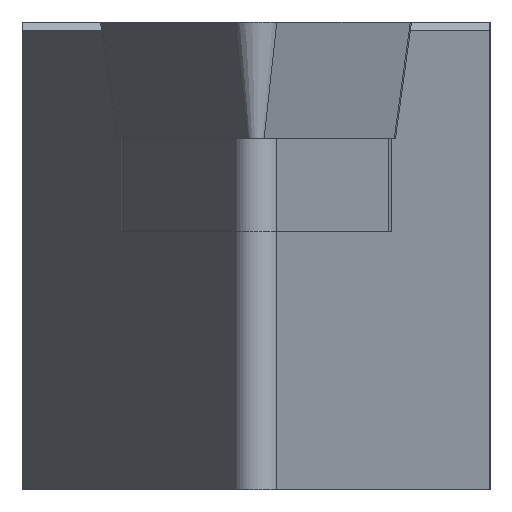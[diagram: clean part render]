
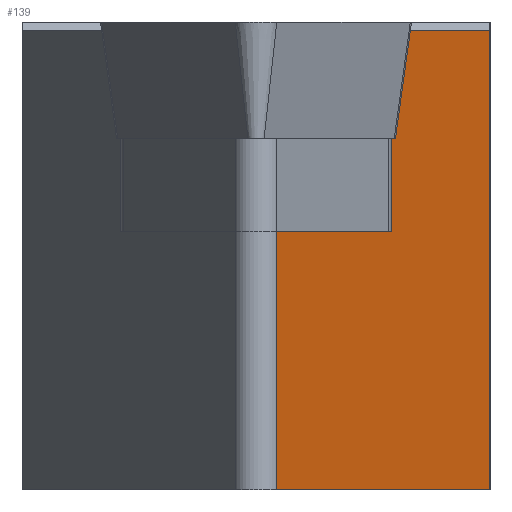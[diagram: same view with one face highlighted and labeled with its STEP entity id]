
A CAD part, left-side view. The second image highlights one B-rep face of the part: STEP entity #139.
In plain terms, the highlighted planar face has unit normal (-0.462, -0.887, 0).
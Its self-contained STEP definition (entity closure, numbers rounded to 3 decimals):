
#139=ADVANCED_FACE('',(#189),#168,.F.);
#168=PLANE('',#641);
#189=FACE_OUTER_BOUND('',#218,.T.);
#218=EDGE_LOOP('',(#247,#248,#249,#250,#251,#252,#253,#254));
#247=ORIENTED_EDGE('',*,*,#447,.F.);
#248=ORIENTED_EDGE('',*,*,#448,.F.);
#249=ORIENTED_EDGE('',*,*,#449,.F.);
#250=ORIENTED_EDGE('',*,*,#450,.F.);
#251=ORIENTED_EDGE('',*,*,#451,.F.);
#252=ORIENTED_EDGE('',*,*,#452,.F.);
#253=ORIENTED_EDGE('',*,*,#453,.F.);
#254=ORIENTED_EDGE('',*,*,#454,.T.);
#397=VERTEX_POINT('',#839);
#398=VERTEX_POINT('',#840);
#399=VERTEX_POINT('',#842);
#400=VERTEX_POINT('',#844);
#401=VERTEX_POINT('',#846);
#402=VERTEX_POINT('',#848);
#403=VERTEX_POINT('',#850);
#404=VERTEX_POINT('',#852);
#447=EDGE_CURVE('',#397,#398,#522,.T.);
#448=EDGE_CURVE('',#399,#397,#523,.T.);
#449=EDGE_CURVE('',#400,#399,#524,.T.);
#450=EDGE_CURVE('',#401,#400,#525,.T.);
#451=EDGE_CURVE('',#402,#401,#526,.T.);
#452=EDGE_CURVE('',#403,#402,#527,.T.);
#453=EDGE_CURVE('',#404,#403,#528,.T.);
#454=EDGE_CURVE('',#404,#398,#529,.T.);
#522=LINE('',#838,#581);
#523=LINE('',#841,#582);
#524=LINE('',#843,#583);
#525=LINE('',#845,#584);
#526=LINE('',#847,#585);
#527=LINE('',#849,#586);
#528=LINE('',#851,#587);
#529=LINE('',#853,#588);
#581=VECTOR('',#688,1.);
#582=VECTOR('',#689,1.);
#583=VECTOR('',#690,1.);
#584=VECTOR('',#691,1.);
#585=VECTOR('',#692,1.);
#586=VECTOR('',#693,1.);
#587=VECTOR('',#694,1.);
#588=VECTOR('',#695,1.);
#641=AXIS2_PLACEMENT_3D('',#854,#696,#697);
#688=DIRECTION('',(0.887,-0.462,0.));
#689=DIRECTION('',(0.,0.,1.));
#690=DIRECTION('',(-0.887,0.462,0.));
#691=DIRECTION('',(0.,0.,-1.));
#692=DIRECTION('',(0.887,-0.462,0.));
#693=DIRECTION('',(0.131,-0.068,0.989));
#694=DIRECTION('',(-0.887,0.462,0.));
#695=DIRECTION('',(0.,0.,-1.));
#696=DIRECTION('',(0.462,0.887,0.));
#697=DIRECTION('',(-0.887,0.462,0.));
#838=CARTESIAN_POINT('',(16.589,-8.,-7.15));
#839=CARTESIAN_POINT('',(2.584,-0.71,-7.15));
#840=CARTESIAN_POINT('',(10.076,-4.61,-7.15));
#841=CARTESIAN_POINT('',(2.584,-0.71,-30.));
#842=CARTESIAN_POINT('',(2.584,-0.71,-16.));
#843=CARTESIAN_POINT('',(16.589,-8.,-16.));
#844=CARTESIAN_POINT('',(16.589,-8.,-16.));
#845=CARTESIAN_POINT('',(16.589,-8.,-30.));
#846=CARTESIAN_POINT('',(16.589,-8.,-0.3));
#847=CARTESIAN_POINT('',(16.589,-8.,-0.3));
#848=CARTESIAN_POINT('',(10.42,-4.788,-0.3));
#849=CARTESIAN_POINT('',(6.693,-2.849,-28.328));
#850=CARTESIAN_POINT('',(9.932,-4.534,-3.97));
#851=CARTESIAN_POINT('',(16.589,-8.,-3.97));
#852=CARTESIAN_POINT('',(10.076,-4.61,-3.97));
#853=CARTESIAN_POINT('',(10.076,-4.61,-3.97));
#854=CARTESIAN_POINT('',(16.589,-8.,-30.));
